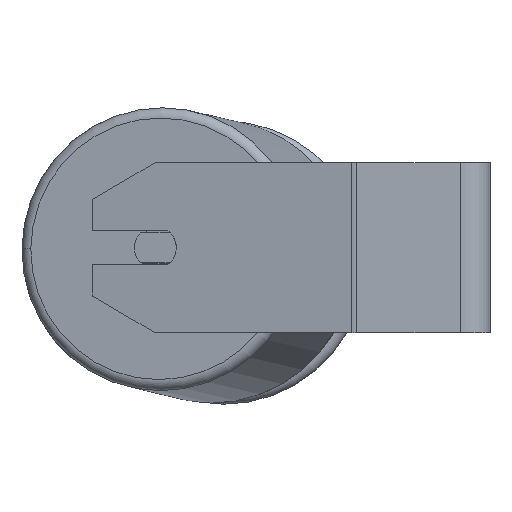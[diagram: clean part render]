
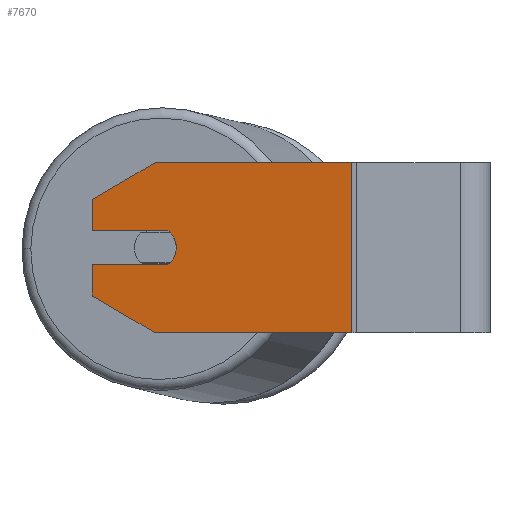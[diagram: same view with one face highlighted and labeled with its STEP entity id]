
A CAD part, left-side view. The second image highlights one B-rep face of the part: STEP entity #7670.
In plain terms, the highlighted planar face has unit normal (-0.985, 0.174, 0).
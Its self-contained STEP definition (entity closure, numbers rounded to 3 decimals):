
#37 = AXIS2_PLACEMENT_3D ( 'NONE', #1001, #3609, #4295 ) ;
#94 = CARTESIAN_POINT ( 'NONE',  ( -269.563, 151.382, 8. ) ) ;
#190 = CARTESIAN_POINT ( 'NONE',  ( -284.787, 65.039, -40. ) ) ;
#192 = CARTESIAN_POINT ( 'NONE',  ( -269.563, 151.382, -8. ) ) ;
#307 = CARTESIAN_POINT ( 'NONE',  ( -268.521, 157.291, -40. ) ) ;
#1001 = CARTESIAN_POINT ( 'NONE',  ( -268.521, 157.291, 0. ) ) ;
#1002 = DIRECTION ( 'NONE',  ( -0.15, -0.853, -0.5 ) ) ;
#1025 = CARTESIAN_POINT ( 'NONE',  ( -263.311, 186.835, 22.679 ) ) ;
#1044 = CARTESIAN_POINT ( 'NONE',  ( -284.787, 65.039, 40. ) ) ;
#1202 = CARTESIAN_POINT ( 'NONE',  ( -263.311, 186.835, 40. ) ) ;
#1265 = VECTOR ( 'NONE', #6814, 1000. ) ;
#1535 = LINE ( 'NONE', #6614, #7815 ) ;
#1689 = CARTESIAN_POINT ( 'NONE',  ( -263.311, 186.835, 40. ) ) ;
#1712 = DIRECTION ( 'NONE',  ( 0., 0., -1. ) ) ;
#1762 = DIRECTION ( 'NONE',  ( -0.174, -0.985, 0. ) ) ;
#1772 = CARTESIAN_POINT ( 'NONE',  ( -268.521, 157.291, 40. ) ) ;
#1942 = CIRCLE ( 'NONE', #37, 10. ) ;
#2115 = DIRECTION ( 'NONE',  ( -0.174, -0.985, 0. ) ) ;
#2164 = VERTEX_POINT ( 'NONE', #7364 ) ;
#2214 = CARTESIAN_POINT ( 'NONE',  ( -268.521, 157.291, -40. ) ) ;
#2306 = ORIENTED_EDGE ( 'NONE', *, *, #4895, .F. ) ;
#2378 = ORIENTED_EDGE ( 'NONE', *, *, #7498, .F. ) ;
#2415 = CARTESIAN_POINT ( 'NONE',  ( -268.521, 157.291, 0. ) ) ;
#2460 = DIRECTION ( 'NONE',  ( -0.985, 0.174, 0. ) ) ;
#2533 = VERTEX_POINT ( 'NONE', #190 ) ;
#2634 = AXIS2_PLACEMENT_3D ( 'NONE', #2415, #2460, #1762 ) ;
#2674 = ORIENTED_EDGE ( 'NONE', *, *, #7397, .T. ) ;
#2735 = CARTESIAN_POINT ( 'NONE',  ( -269.563, 151.382, 8. ) ) ;
#2806 = VECTOR ( 'NONE', #1002, 1000. ) ;
#2936 = ORIENTED_EDGE ( 'NONE', *, *, #6529, .T. ) ;
#3071 = EDGE_LOOP ( 'NONE', ( #7725, #6259, #2936, #3846, #2674, #2378, #7836, #5199, #5155, #2306, #5266 ) ) ;
#3194 = VERTEX_POINT ( 'NONE', #5214 ) ;
#3263 = DIRECTION ( 'NONE',  ( 0.985, -0.174, 0. ) ) ;
#3464 = VERTEX_POINT ( 'NONE', #4217 ) ;
#3531 = VERTEX_POINT ( 'NONE', #2214 ) ;
#3609 = DIRECTION ( 'NONE',  ( -0.985, 0.174, 0. ) ) ;
#3611 = CARTESIAN_POINT ( 'NONE',  ( -269.563, 151.382, -8. ) ) ;
#3633 = DIRECTION ( 'NONE',  ( 0.15, 0.853, -0.5 ) ) ;
#3748 = VERTEX_POINT ( 'NONE', #192 ) ;
#3817 = DIRECTION ( 'NONE',  ( 0.174, 0.985, 0. ) ) ;
#3846 = ORIENTED_EDGE ( 'NONE', *, *, #8052, .T. ) ;
#3871 = EDGE_CURVE ( 'NONE', #3748, #3464, #1942, .T. ) ;
#3884 = VECTOR ( 'NONE', #8345, 1000. ) ;
#3988 = LINE ( 'NONE', #94, #3992 ) ;
#3992 = VECTOR ( 'NONE', #3817, 1000. ) ;
#4074 = CARTESIAN_POINT ( 'NONE',  ( -263.311, 186.835, -8. ) ) ;
#4146 = CIRCLE ( 'NONE', #2634, 10. ) ;
#4217 = CARTESIAN_POINT ( 'NONE',  ( -270.257, 147.443, 0. ) ) ;
#4295 = DIRECTION ( 'NONE',  ( -0.174, -0.985, 0. ) ) ;
#4305 = VECTOR ( 'NONE', #5570, 1000. ) ;
#4448 = VERTEX_POINT ( 'NONE', #6243 ) ;
#4680 = VECTOR ( 'NONE', #3633, 1000. ) ;
#4895 = EDGE_CURVE ( 'NONE', #6576, #2164, #3988, .T. ) ;
#4974 = VECTOR ( 'NONE', #1712, 1000. ) ;
#5155 = ORIENTED_EDGE ( 'NONE', *, *, #6831, .T. ) ;
#5196 = EDGE_CURVE ( 'NONE', #5512, #4448, #6867, .T. ) ;
#5199 = ORIENTED_EDGE ( 'NONE', *, *, #5196, .T. ) ;
#5214 = CARTESIAN_POINT ( 'NONE',  ( -263.311, 186.835, -22.679 ) ) ;
#5266 = ORIENTED_EDGE ( 'NONE', *, *, #6053, .F. ) ;
#5365 = CARTESIAN_POINT ( 'NONE',  ( -263.311, 186.835, -40. ) ) ;
#5481 = EDGE_CURVE ( 'NONE', #5512, #7132, #5625, .T. ) ;
#5512 = VERTEX_POINT ( 'NONE', #1772 ) ;
#5532 = LINE ( 'NONE', #307, #2806 ) ;
#5570 = DIRECTION ( 'NONE',  ( -0.174, -0.985, 0. ) ) ;
#5625 = LINE ( 'NONE', #1689, #1265 ) ;
#5843 = LINE ( 'NONE', #7112, #3884 ) ;
#5870 = PLANE ( 'NONE',  #6334 ) ;
#6053 = EDGE_CURVE ( 'NONE', #3464, #6576, #4146, .T. ) ;
#6243 = CARTESIAN_POINT ( 'NONE',  ( -263.311, 186.835, 22.679 ) ) ;
#6259 = ORIENTED_EDGE ( 'NONE', *, *, #8138, .F. ) ;
#6334 = AXIS2_PLACEMENT_3D ( 'NONE', #1202, #3263, #7773 ) ;
#6529 = EDGE_CURVE ( 'NONE', #7763, #3194, #1535, .T. ) ;
#6576 = VERTEX_POINT ( 'NONE', #2735 ) ;
#6614 = CARTESIAN_POINT ( 'NONE',  ( -263.311, 186.835, 40. ) ) ;
#6814 = DIRECTION ( 'NONE',  ( -0.174, -0.985, 0. ) ) ;
#6831 = EDGE_CURVE ( 'NONE', #4448, #2164, #5843, .T. ) ;
#6845 = LINE ( 'NONE', #3611, #4305 ) ;
#6867 = LINE ( 'NONE', #1025, #4680 ) ;
#6879 = CARTESIAN_POINT ( 'NONE',  ( -284.787, 65.039, 40. ) ) ;
#6961 = FACE_OUTER_BOUND ( 'NONE', #3071, .T. ) ;
#7112 = CARTESIAN_POINT ( 'NONE',  ( -263.311, 186.835, 40. ) ) ;
#7132 = VERTEX_POINT ( 'NONE', #1044 ) ;
#7334 = DIRECTION ( 'NONE',  ( 0., 0., -1. ) ) ;
#7364 = CARTESIAN_POINT ( 'NONE',  ( -263.311, 186.835, 8. ) ) ;
#7397 = EDGE_CURVE ( 'NONE', #3531, #2533, #7956, .T. ) ;
#7498 = EDGE_CURVE ( 'NONE', #7132, #2533, #8198, .T. ) ;
#7670 = ADVANCED_FACE ( 'NONE', ( #6961 ), #5870, .F. ) ;
#7725 = ORIENTED_EDGE ( 'NONE', *, *, #3871, .F. ) ;
#7763 = VERTEX_POINT ( 'NONE', #4074 ) ;
#7773 = DIRECTION ( 'NONE',  ( 0.174, 0.985, 0. ) ) ;
#7815 = VECTOR ( 'NONE', #7334, 1000. ) ;
#7836 = ORIENTED_EDGE ( 'NONE', *, *, #5481, .F. ) ;
#7956 = LINE ( 'NONE', #5365, #8092 ) ;
#8052 = EDGE_CURVE ( 'NONE', #3194, #3531, #5532, .T. ) ;
#8092 = VECTOR ( 'NONE', #2115, 1000. ) ;
#8138 = EDGE_CURVE ( 'NONE', #7763, #3748, #6845, .T. ) ;
#8198 = LINE ( 'NONE', #6879, #4974 ) ;
#8345 = DIRECTION ( 'NONE',  ( 0., 0., -1. ) ) ;
